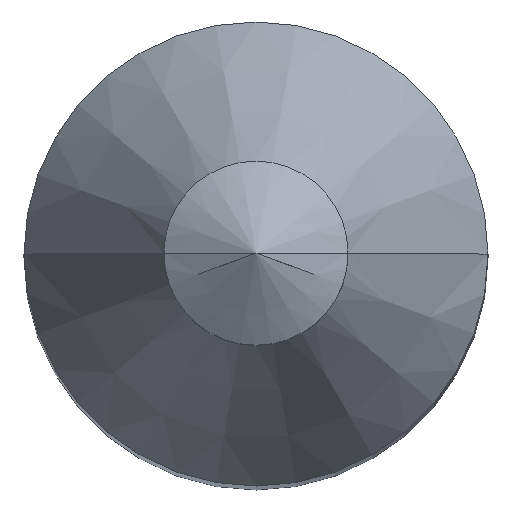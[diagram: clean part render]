
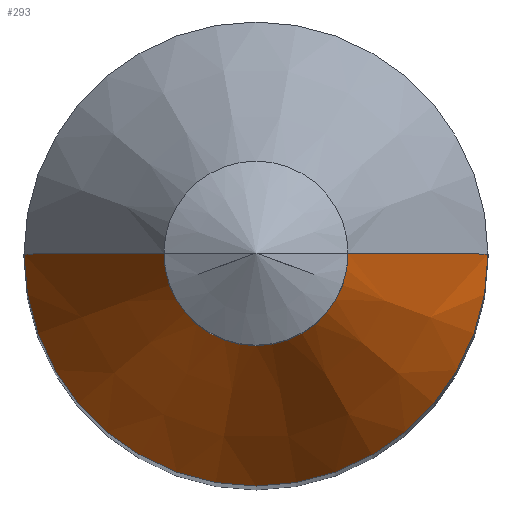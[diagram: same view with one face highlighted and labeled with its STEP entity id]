
A CAD part, top view. The second image highlights one B-rep face of the part: STEP entity #293.
In plain terms, the highlighted conical face has half-angle 30 degrees and reference radius 1.25 mm.
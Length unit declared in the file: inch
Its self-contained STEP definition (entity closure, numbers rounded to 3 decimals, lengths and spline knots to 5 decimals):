
#3 = CARTESIAN_POINT ( 'NONE',  ( 0.04921, 0., 1.62004 ) ) ;
#5 = CARTESIAN_POINT ( 'NONE',  ( 0.12402, 0., 1.49047 ) ) ;
#11 = VERTEX_POINT ( 'NONE', #294 ) ;
#32 = DIRECTION ( 'NONE',  ( -0.5, 0., -0.866 ) ) ;
#33 = CARTESIAN_POINT ( 'NONE',  ( 0., 0., 1.62004 ) ) ;
#41 = CONICAL_SURFACE ( 'NONE', #128, 0.04921, 0.524 ) ;
#57 = EDGE_CURVE ( 'NONE', #245, #242, #231, .T. ) ;
#60 = CARTESIAN_POINT ( 'NONE',  ( -0.12402, 0., 1.49047 ) ) ;
#73 = AXIS2_PLACEMENT_3D ( 'NONE', #33, #92, #212 ) ;
#82 = VECTOR ( 'NONE', #32, 39.37008 ) ;
#88 = ORIENTED_EDGE ( 'NONE', *, *, #243, .F. ) ;
#92 = DIRECTION ( 'NONE',  ( 0., 0., -1. ) ) ;
#106 = ORIENTED_EDGE ( 'NONE', *, *, #57, .F. ) ;
#107 = CARTESIAN_POINT ( 'NONE',  ( 0., 0., 1.62004 ) ) ;
#115 = EDGE_CURVE ( 'NONE', #326, #11, #338, .T. ) ;
#121 = DIRECTION ( 'NONE',  ( 0.5, 0., -0.866 ) ) ;
#127 = CARTESIAN_POINT ( 'NONE',  ( -0.04921, 0., 1.62004 ) ) ;
#128 = AXIS2_PLACEMENT_3D ( 'NONE', #107, #249, #357 ) ;
#129 = CARTESIAN_POINT ( 'NONE',  ( 0.04921, 0., 1.62004 ) ) ;
#175 = EDGE_CURVE ( 'NONE', #11, #242, #311, .T. ) ;
#192 = FACE_OUTER_BOUND ( 'NONE', #374, .T. ) ;
#210 = VECTOR ( 'NONE', #121, 39.37008 ) ;
#212 = DIRECTION ( 'NONE',  ( -1., 0., 0. ) ) ;
#231 = CIRCLE ( 'NONE', #284, 0.12402 ) ;
#242 = VERTEX_POINT ( 'NONE', #60 ) ;
#243 = EDGE_CURVE ( 'NONE', #326, #245, #306, .T. ) ;
#245 = VERTEX_POINT ( 'NONE', #5 ) ;
#249 = DIRECTION ( 'NONE',  ( 0., 0., -1. ) ) ;
#270 = DIRECTION ( 'NONE',  ( -1., 0., 0. ) ) ;
#284 = AXIS2_PLACEMENT_3D ( 'NONE', #365, #296, #270 ) ;
#293 = ADVANCED_FACE ( 'NONE', ( #192 ), #41, .T. ) ;
#294 = CARTESIAN_POINT ( 'NONE',  ( -0.04921, 0., 1.62004 ) ) ;
#296 = DIRECTION ( 'NONE',  ( 0., 0., -1. ) ) ;
#306 = LINE ( 'NONE', #3, #210 ) ;
#311 = LINE ( 'NONE', #127, #82 ) ;
#313 = ORIENTED_EDGE ( 'NONE', *, *, #175, .T. ) ;
#326 = VERTEX_POINT ( 'NONE', #129 ) ;
#338 = CIRCLE ( 'NONE', #73, 0.04921 ) ;
#357 = DIRECTION ( 'NONE',  ( 1., 0., 0. ) ) ;
#358 = ORIENTED_EDGE ( 'NONE', *, *, #115, .T. ) ;
#365 = CARTESIAN_POINT ( 'NONE',  ( 0., 0., 1.49047 ) ) ;
#374 = EDGE_LOOP ( 'NONE', ( #358, #313, #106, #88 ) ) ;
